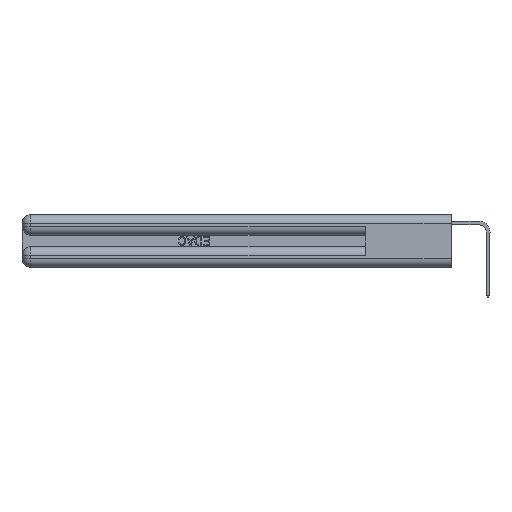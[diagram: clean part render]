
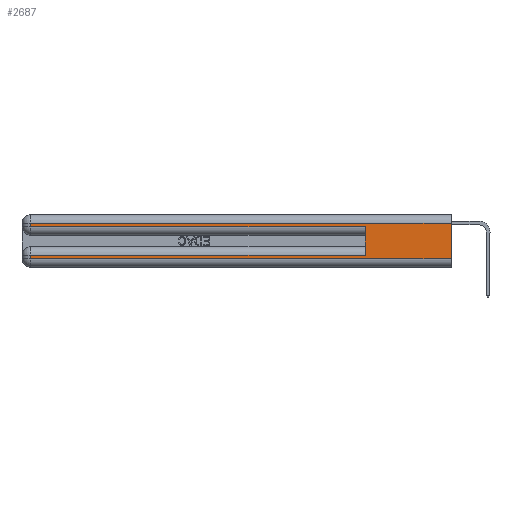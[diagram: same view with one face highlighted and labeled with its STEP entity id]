
A CAD part, left-side view. The second image highlights one B-rep face of the part: STEP entity #2687.
In plain terms, the highlighted planar face has unit normal (-1, 0, 0).
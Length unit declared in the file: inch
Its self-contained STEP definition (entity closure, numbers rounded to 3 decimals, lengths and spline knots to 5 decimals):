
#240 = VERTEX_POINT ( 'NONE', #19538 ) ;
#814 = CARTESIAN_POINT ( 'NONE',  ( 0., 2.94, 0.37 ) ) ;
#1034 = VECTOR ( 'NONE', #20656, 39.37008 ) ;
#2127 = DIRECTION ( 'NONE',  ( 1., 0., 0. ) ) ;
#2687 = ADVANCED_FACE ( 'NONE', ( #26044 ), #18963, .F. ) ;
#2691 = CARTESIAN_POINT ( 'NONE',  ( 0., 2.94, 0.31 ) ) ;
#2951 = DIRECTION ( 'NONE',  ( 0., 0., -1. ) ) ;
#3124 = LINE ( 'NONE', #12803, #19337 ) ;
#3552 = ORIENTED_EDGE ( 'NONE', *, *, #21614, .T. ) ;
#3658 = CARTESIAN_POINT ( 'NONE',  ( 0., 0., 0.37 ) ) ;
#4066 = VECTOR ( 'NONE', #22564, 39.37008 ) ;
#4187 = AXIS2_PLACEMENT_3D ( 'NONE', #14830, #2127, #16915 ) ;
#4652 = VECTOR ( 'NONE', #2951, 39.37008 ) ;
#5209 = DIRECTION ( 'NONE',  ( 0., -1., 0. ) ) ;
#5639 = CARTESIAN_POINT ( 'NONE',  ( 0., 0., 0.285 ) ) ;
#5876 = ORIENTED_EDGE ( 'NONE', *, *, #6875, .F. ) ;
#6074 = VERTEX_POINT ( 'NONE', #2691 ) ;
#6493 = VERTEX_POINT ( 'NONE', #16910 ) ;
#6875 = EDGE_CURVE ( 'NONE', #27238, #6493, #8561, .T. ) ;
#6995 = LINE ( 'NONE', #22059, #11980 ) ;
#7857 = ORIENTED_EDGE ( 'NONE', *, *, #9383, .T. ) ;
#8282 = VERTEX_POINT ( 'NONE', #21627 ) ;
#8376 = CARTESIAN_POINT ( 'NONE',  ( 0., 2.94, 0.085 ) ) ;
#8383 = DIRECTION ( 'NONE',  ( 0., 1., 0. ) ) ;
#8561 = LINE ( 'NONE', #3658, #13543 ) ;
#9360 = VERTEX_POINT ( 'NONE', #21111 ) ;
#9383 = EDGE_CURVE ( 'NONE', #27238, #6074, #3124, .T. ) ;
#10433 = EDGE_CURVE ( 'NONE', #240, #6493, #25083, .T. ) ;
#11395 = EDGE_LOOP ( 'NONE', ( #5876, #7857, #3552, #20439, #26737, #13464, #24730, #14823 ) ) ;
#11514 = DIRECTION ( 'NONE',  ( 0., 0., 1. ) ) ;
#11634 = LINE ( 'NONE', #18627, #1034 ) ;
#11980 = VECTOR ( 'NONE', #11514, 39.37008 ) ;
#12803 = CARTESIAN_POINT ( 'NONE',  ( 0., 0., 0.31 ) ) ;
#13464 = ORIENTED_EDGE ( 'NONE', *, *, #21026, .T. ) ;
#13543 = VECTOR ( 'NONE', #14245, 39.37008 ) ;
#14245 = DIRECTION ( 'NONE',  ( 0., 0., -1. ) ) ;
#14791 = CARTESIAN_POINT ( 'NONE',  ( 0., 0., 0.085 ) ) ;
#14823 = ORIENTED_EDGE ( 'NONE', *, *, #10433, .T. ) ;
#14830 = CARTESIAN_POINT ( 'NONE',  ( 0., 0., 0.37 ) ) ;
#14989 = VECTOR ( 'NONE', #8383, 39.37008 ) ;
#15051 = EDGE_CURVE ( 'NONE', #19122, #240, #20879, .T. ) ;
#16910 = CARTESIAN_POINT ( 'NONE',  ( 0., 0., 0.06 ) ) ;
#16915 = DIRECTION ( 'NONE',  ( 0., 0., -1. ) ) ;
#18627 = CARTESIAN_POINT ( 'NONE',  ( 0., 2.94, 0.37 ) ) ;
#18963 = PLANE ( 'NONE',  #4187 ) ;
#19040 = CARTESIAN_POINT ( 'NONE',  ( 0., 0., 0.31 ) ) ;
#19122 = VERTEX_POINT ( 'NONE', #8376 ) ;
#19337 = VECTOR ( 'NONE', #25453, 39.37008 ) ;
#19430 = VECTOR ( 'NONE', #5209, 39.37008 ) ;
#19538 = CARTESIAN_POINT ( 'NONE',  ( 0., 2.94, 0.06 ) ) ;
#19921 = LINE ( 'NONE', #14791, #14989 ) ;
#19974 = CARTESIAN_POINT ( 'NONE',  ( 0., 0.6, 0.285 ) ) ;
#20092 = VERTEX_POINT ( 'NONE', #19974 ) ;
#20254 = EDGE_CURVE ( 'NONE', #8282, #20092, #26595, .T. ) ;
#20439 = ORIENTED_EDGE ( 'NONE', *, *, #20254, .T. ) ;
#20656 = DIRECTION ( 'NONE',  ( 0., 0., -1. ) ) ;
#20879 = LINE ( 'NONE', #814, #4652 ) ;
#21026 = EDGE_CURVE ( 'NONE', #9360, #19122, #19921, .T. ) ;
#21111 = CARTESIAN_POINT ( 'NONE',  ( 0., 0.6, 0.085 ) ) ;
#21343 = EDGE_CURVE ( 'NONE', #9360, #20092, #6995, .T. ) ;
#21614 = EDGE_CURVE ( 'NONE', #6074, #8282, #11634, .T. ) ;
#21627 = CARTESIAN_POINT ( 'NONE',  ( 0., 2.94, 0.285 ) ) ;
#22059 = CARTESIAN_POINT ( 'NONE',  ( 0., 0.6, 0.145 ) ) ;
#22564 = DIRECTION ( 'NONE',  ( 0., -1., 0. ) ) ;
#24189 = CARTESIAN_POINT ( 'NONE',  ( 0., 0., 0.06 ) ) ;
#24730 = ORIENTED_EDGE ( 'NONE', *, *, #15051, .T. ) ;
#25083 = LINE ( 'NONE', #24189, #19430 ) ;
#25453 = DIRECTION ( 'NONE',  ( 0., 1., 0. ) ) ;
#26044 = FACE_OUTER_BOUND ( 'NONE', #11395, .T. ) ;
#26595 = LINE ( 'NONE', #5639, #4066 ) ;
#26737 = ORIENTED_EDGE ( 'NONE', *, *, #21343, .F. ) ;
#27238 = VERTEX_POINT ( 'NONE', #19040 ) ;
